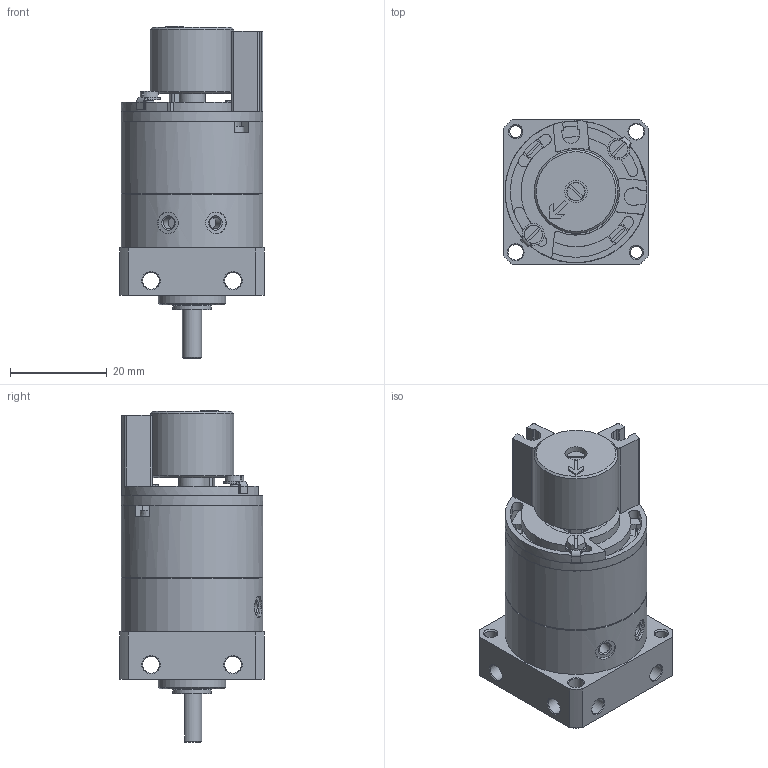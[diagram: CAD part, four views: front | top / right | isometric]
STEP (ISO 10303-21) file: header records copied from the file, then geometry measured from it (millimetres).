
FILE_DESCRIPTION(/* description */ ('STEP AP214'),/* implementation_level */ '2;1');
FILE_NAME(/* name */ '175830_DSM-6-180-P-A-FF',/* time_stamp */ '2024-08-21T18:48:53+02:00',/* author */ ('License CC BY-ND 4.0'),/* organization */ ('CADENAS'),/* preprocessor_version */ 'ST-DEVELOPER v19.3',/* originating_system */ 'PARTsolutions',/* authorisation */ ' ');
FILE_SCHEMA (('AUTOMOTIVE_DESIGN {1 0 10303 214 3 1 1}'));
Length unit declared in the file: millimetre
Products named in the file (10): 175830 DSM-6-180-P-A-FF---(90); 175830 DSM-6-180-P-A-FF---(90_RZ); 175830 DSM-6-180-P-A-FF---(K); 678676 WSM-6-SME-10---(halter_rechts); 678679 WSM-6-SME-10---(halter_links); 372798 WSM-6-SME-10---(halter_magnet); Tooth lock washer DIN 6797 - J2.2; DIN-84 - M2x10; 380816---(scheibe); DIN-84 - M2x6
Assembly tree (11 placements, depth 2):
  175830 DSM-6-180-P-A-FF---(90)
    175830 DSM-6-180-P-A-FF---(90_RZ)
    175830 DSM-6-180-P-A-FF---(K)
    678676 WSM-6-SME-10---(halter_rechts)
    678679 WSM-6-SME-10---(halter_links)
    372798 WSM-6-SME-10---(halter_magnet)
    Tooth lock washer DIN 6797 - J2.2
    DIN-84 - M2x10
    380816---(scheibe)  x2
    DIN-84 - M2x6  x2
Bounding box: 30 x 30 x 68.8 mm (x, y, z)
Volume: 27491.9 mm3; surface area: 16244.7 mm2
Topology: 11 solids, 11 shells, 390 faces, 1002 edges, 646 vertices
Faces by surface type: plane 186, cylinder 144, cone 57, torus 3
Full cylindrical faces by diameter (mm): 1.567 x2, 2 x3, 2.2 x3, 2.4 x1, 2.459 x4, 3.2 x2, 3.5 x12, 3.8 x1, 4.5 x2, 4.6 x2, 5 x3, 5.4 x1, 8 x1, 14 x3, 15.3 x1, 17.3 x1, 18 x2, 22.344 x1, 29.4 x3
Entity records: 10996 total; most frequent: CARTESIAN_POINT 1967, DIRECTION 1915, ORIENTED_EDGE 1666, EDGE_CURVE 833, AXIS2_PLACEMENT_3D 752, VERTEX_POINT 590, FACE_BOUND 517, EDGE_LOOP 515
